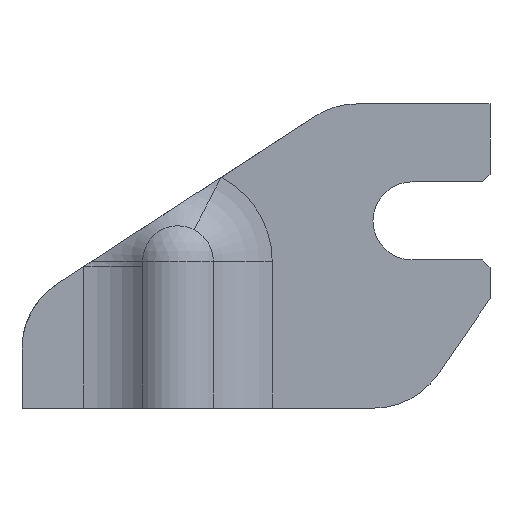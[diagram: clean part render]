
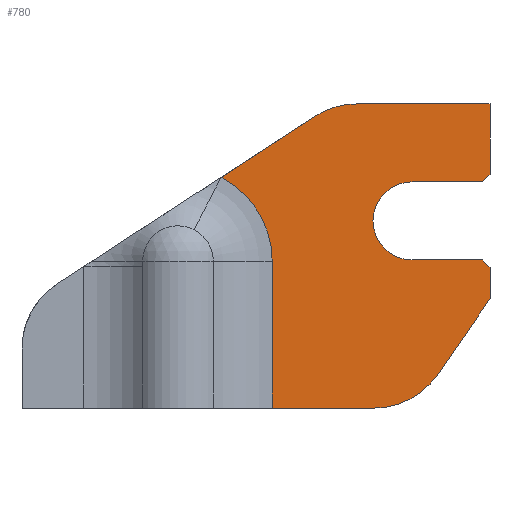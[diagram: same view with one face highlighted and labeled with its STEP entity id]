
A CAD part, left-side view. The second image highlights one B-rep face of the part: STEP entity #780.
In plain terms, the highlighted planar face has unit normal (-1, 0, 0).
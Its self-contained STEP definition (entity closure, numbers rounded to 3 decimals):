
#18=PLANE('',#850);
#64=FACE_OUTER_BOUND('',#110,.T.);
#110=EDGE_LOOP('',(#538,#539,#540,#541,#542,#543,#544,#545,#546,#547,#548,
#549,#550,#551,#552));
#155=LINE('',#1195,#223);
#157=LINE('',#1223,#225);
#158=LINE('',#1227,#226);
#159=LINE('',#1229,#227);
#160=LINE('',#1231,#228);
#161=LINE('',#1233,#229);
#162=LINE('',#1237,#230);
#163=LINE('',#1239,#231);
#164=LINE('',#1241,#232);
#165=LINE('',#1243,#233);
#166=LINE('',#1246,#234);
#223=VECTOR('',#953,10.);
#225=VECTOR('',#961,10.);
#226=VECTOR('',#964,10.);
#227=VECTOR('',#965,10.);
#228=VECTOR('',#966,10.);
#229=VECTOR('',#967,10.);
#230=VECTOR('',#970,10.);
#231=VECTOR('',#971,10.);
#232=VECTOR('',#972,10.);
#233=VECTOR('',#973,10.);
#234=VECTOR('',#976,10.);
#294=CIRCLE('',#845,12.073);
#297=CIRCLE('',#851,10.);
#298=CIRCLE('',#852,5.);
#299=CIRCLE('',#853,10.);
#329=VERTEX_POINT('',#1183);
#332=VERTEX_POINT('',#1188);
#334=VERTEX_POINT('',#1193);
#335=VERTEX_POINT('',#1222);
#336=VERTEX_POINT('',#1224);
#337=VERTEX_POINT('',#1226);
#338=VERTEX_POINT('',#1228);
#339=VERTEX_POINT('',#1230);
#340=VERTEX_POINT('',#1232);
#341=VERTEX_POINT('',#1234);
#342=VERTEX_POINT('',#1236);
#343=VERTEX_POINT('',#1238);
#344=VERTEX_POINT('',#1240);
#345=VERTEX_POINT('',#1242);
#346=VERTEX_POINT('',#1244);
#409=EDGE_CURVE('',#332,#329,#294,.T.);
#411=EDGE_CURVE('',#334,#332,#155,.T.);
#415=EDGE_CURVE('',#334,#335,#157,.T.);
#416=EDGE_CURVE('',#336,#335,#297,.T.);
#417=EDGE_CURVE('',#336,#337,#158,.T.);
#418=EDGE_CURVE('',#338,#337,#159,.T.);
#419=EDGE_CURVE('',#339,#338,#160,.T.);
#420=EDGE_CURVE('',#339,#340,#161,.T.);
#421=EDGE_CURVE('',#340,#341,#298,.T.);
#422=EDGE_CURVE('',#341,#342,#162,.T.);
#423=EDGE_CURVE('',#343,#342,#163,.T.);
#424=EDGE_CURVE('',#344,#343,#164,.T.);
#425=EDGE_CURVE('',#344,#345,#165,.T.);
#426=EDGE_CURVE('',#346,#345,#299,.T.);
#427=EDGE_CURVE('',#346,#329,#166,.T.);
#538=ORIENTED_EDGE('',*,*,#409,.F.);
#539=ORIENTED_EDGE('',*,*,#411,.F.);
#540=ORIENTED_EDGE('',*,*,#415,.T.);
#541=ORIENTED_EDGE('',*,*,#416,.F.);
#542=ORIENTED_EDGE('',*,*,#417,.T.);
#543=ORIENTED_EDGE('',*,*,#418,.F.);
#544=ORIENTED_EDGE('',*,*,#419,.F.);
#545=ORIENTED_EDGE('',*,*,#420,.T.);
#546=ORIENTED_EDGE('',*,*,#421,.T.);
#547=ORIENTED_EDGE('',*,*,#422,.T.);
#548=ORIENTED_EDGE('',*,*,#423,.F.);
#549=ORIENTED_EDGE('',*,*,#424,.F.);
#550=ORIENTED_EDGE('',*,*,#425,.T.);
#551=ORIENTED_EDGE('',*,*,#426,.F.);
#552=ORIENTED_EDGE('',*,*,#427,.T.);
#780=ADVANCED_FACE('',(#64),#18,.T.);
#845=AXIS2_PLACEMENT_3D('',#1190,#947,#948);
#850=AXIS2_PLACEMENT_3D('',#1221,#959,#960);
#851=AXIS2_PLACEMENT_3D('',#1225,#962,#963);
#852=AXIS2_PLACEMENT_3D('',#1235,#968,#969);
#853=AXIS2_PLACEMENT_3D('',#1245,#974,#975);
#947=DIRECTION('center_axis',(-1.,0.,0.));
#948=DIRECTION('ref_axis',(0.,0.,1.));
#953=DIRECTION('',(0.,0.,1.));
#959=DIRECTION('center_axis',(-1.,0.,0.));
#960=DIRECTION('ref_axis',(0.,0.,1.));
#961=DIRECTION('',(0.,-1.,0.));
#962=DIRECTION('center_axis',(1.,0.,0.));
#963=DIRECTION('ref_axis',(0.,-0.465,-0.885));
#964=DIRECTION('',(0.,-0.568,0.823));
#965=DIRECTION('',(0.,0.,-1.));
#966=DIRECTION('',(0.,-0.707,-0.707));
#967=DIRECTION('',(0.,1.,0.));
#968=DIRECTION('center_axis',(1.,0.,0.));
#969=DIRECTION('ref_axis',(0.,0.,1.));
#970=DIRECTION('',(0.,-1.,0.));
#971=DIRECTION('',(0.,0.707,-0.707));
#972=DIRECTION('',(0.,0.,-1.));
#973=DIRECTION('',(0.,1.,0.));
#974=DIRECTION('center_axis',(1.,0.,0.));
#975=DIRECTION('ref_axis',(0.,0.284,0.959));
#976=DIRECTION('',(0.,0.838,-0.545));
#1183=CARTESIAN_POINT('',(-20.,34.486,30.584));
#1188=CARTESIAN_POINT('',(-20.,27.927,19.844));
#1190=CARTESIAN_POINT('Origin',(-20.,40.,19.844));
#1193=CARTESIAN_POINT('',(-20.,27.927,1.));
#1195=CARTESIAN_POINT('',(-20.,27.927,-14.));
#1221=CARTESIAN_POINT('Origin',(-20.,0.,-14.));
#1222=CARTESIAN_POINT('',(-20.,14.906,1.));
#1223=CARTESIAN_POINT('',(-20.,30.,1.));
#1224=CARTESIAN_POINT('',(-20.,6.674,5.323));
#1225=CARTESIAN_POINT('Origin',(-20.,14.906,11.));
#1226=CARTESIAN_POINT('',(-20.,0.,15.));
#1227=CARTESIAN_POINT('',(-20.,6.777,5.174));
#1228=CARTESIAN_POINT('',(-20.,0.,19.));
#1229=CARTESIAN_POINT('',(-20.,0.,40.));
#1230=CARTESIAN_POINT('',(-20.,1.,20.));
#1231=CARTESIAN_POINT('',(-20.,-8.,11.));
#1232=CARTESIAN_POINT('',(-20.,10.,20.));
#1233=CARTESIAN_POINT('',(-20.,0.,20.));
#1234=CARTESIAN_POINT('',(-20.,10.,30.));
#1235=CARTESIAN_POINT('Origin',(-20.,10.,25.));
#1236=CARTESIAN_POINT('',(-20.,1.,30.));
#1237=CARTESIAN_POINT('',(-20.,5.,30.));
#1238=CARTESIAN_POINT('',(-20.,0.,31.));
#1239=CARTESIAN_POINT('',(-20.,11.5,19.5));
#1240=CARTESIAN_POINT('',(-20.,0.,40.));
#1241=CARTESIAN_POINT('',(-20.,0.,40.));
#1242=CARTESIAN_POINT('',(-20.,17.036,40.));
#1243=CARTESIAN_POINT('',(-20.,0.,40.));
#1244=CARTESIAN_POINT('',(-20.,22.485,38.384));
#1245=CARTESIAN_POINT('Origin',(-20.,17.036,30.));
#1246=CARTESIAN_POINT('',(-20.,45.308,23.55));
